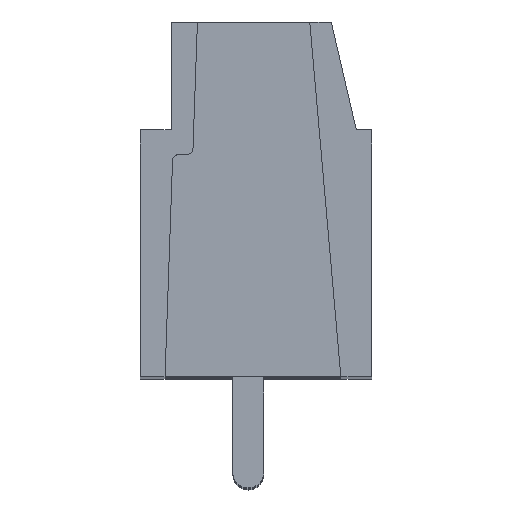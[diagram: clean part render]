
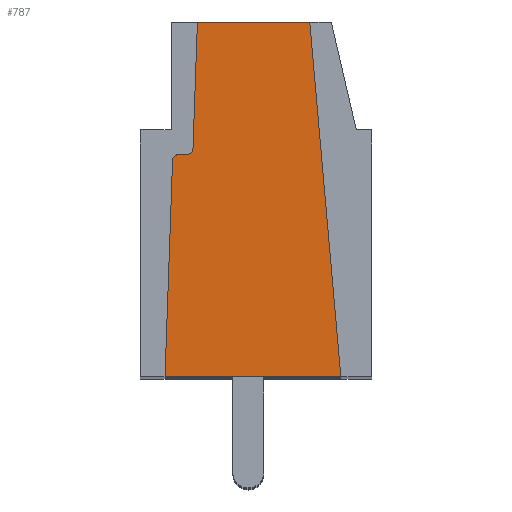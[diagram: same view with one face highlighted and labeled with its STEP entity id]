
A CAD part, top view. The second image highlights one B-rep face of the part: STEP entity #787.
In plain terms, the highlighted planar face has unit normal (0, 0, 1).
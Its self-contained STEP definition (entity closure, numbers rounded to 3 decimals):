
#787 = ADVANCED_FACE( '', ( #2027 ), #2028, .F. );
#2027 = FACE_OUTER_BOUND( '', #3791, .T. );
#2028 = PLANE( '', #3792 );
#3791 = EDGE_LOOP( '', ( #5986, #5987, #5988, #5989, #5990, #5991, #5992, #5993 ) );
#3792 = AXIS2_PLACEMENT_3D( '', #5994, #5995, #5996 );
#5986 = ORIENTED_EDGE( '', *, *, #11296, .T. );
#5987 = ORIENTED_EDGE( '', *, *, #11297, .T. );
#5988 = ORIENTED_EDGE( '', *, *, #11147, .T. );
#5989 = ORIENTED_EDGE( '', *, *, #11298, .F. );
#5990 = ORIENTED_EDGE( '', *, *, #11299, .F. );
#5991 = ORIENTED_EDGE( '', *, *, #11300, .T. );
#5992 = ORIENTED_EDGE( '', *, *, #11301, .T. );
#5993 = ORIENTED_EDGE( '', *, *, #11302, .F. );
#5994 = CARTESIAN_POINT( '', ( -0.959, 2.218, -0.75 ) );
#5995 = DIRECTION( '', ( 0., 0., -1. ) );
#5996 = DIRECTION( '', ( 0., -1., 0. ) );
#11147 = EDGE_CURVE( '', #13588, #13586, #13589, .T. );
#11296 = EDGE_CURVE( '', #13851, #13852, #13853, .T. );
#11297 = EDGE_CURVE( '', #13852, #13588, #13854, .T. );
#11298 = EDGE_CURVE( '', #13855, #13586, #13856, .T. );
#11299 = EDGE_CURVE( '', #13857, #13855, #13858, .T. );
#11300 = EDGE_CURVE( '', #13857, #13859, #13860, .T. );
#11301 = EDGE_CURVE( '', #13859, #13861, #13862, .T. );
#11302 = EDGE_CURVE( '', #13851, #13861, #13863, .T. );
#13586 = VERTEX_POINT( '', #17126 );
#13588 = VERTEX_POINT( '', #17129 );
#13589 = LINE( '', #17130, #17131 );
#13851 = VERTEX_POINT( '', #17478 );
#13852 = VERTEX_POINT( '', #17479 );
#13853 = LINE( '', #17480, #17481 );
#13854 = LINE( '', #17482, #17483 );
#13855 = VERTEX_POINT( '', #17484 );
#13856 = LINE( '', #17485, #17486 );
#13857 = VERTEX_POINT( '', #17487 );
#13858 = CIRCLE( '', #17488, 0.2 );
#13859 = VERTEX_POINT( '', #17489 );
#13860 = LINE( '', #17490, #17491 );
#13861 = VERTEX_POINT( '', #17492 );
#13862 = CIRCLE( '', #17493, 0.2 );
#13863 = LINE( '', #17494, #17495 );
#17126 = CARTESIAN_POINT( '', ( -5.65, 11.5, -0.75 ) );
#17129 = CARTESIAN_POINT( '', ( -2.006, 11.5, -0.75 ) );
#17130 = CARTESIAN_POINT( '', ( -4., 11.5, -0.75 ) );
#17131 = VECTOR( '', #21630, 1000. );
#17478 = CARTESIAN_POINT( '', ( -6.7, 0., -0.75 ) );
#17479 = CARTESIAN_POINT( '', ( -1., 0., -0.75 ) );
#17480 = CARTESIAN_POINT( '', ( -4., 0., -0.75 ) );
#17481 = VECTOR( '', #21827, 1000. );
#17482 = CARTESIAN_POINT( '', ( -1.194, 2.218, -0.75 ) );
#17483 = VECTOR( '', #21828, 1000. );
#17484 = CARTESIAN_POINT( '', ( -5.793, 7.393, -0.75 ) );
#17485 = CARTESIAN_POINT( '', ( -5.974, 2.218, -0.75 ) );
#17486 = VECTOR( '', #21829, 1000. );
#17487 = CARTESIAN_POINT( '', ( -5.993, 7.2, -0.75 ) );
#17488 = AXIS2_PLACEMENT_3D( '', #21830, #21831, #21832 );
#17489 = CARTESIAN_POINT( '', ( -6.255, 7.2, -0.75 ) );
#17490 = CARTESIAN_POINT( '', ( 0., 7.2, -0.75 ) );
#17491 = VECTOR( '', #21833, 1000. );
#17492 = CARTESIAN_POINT( '', ( -6.455, 7.007, -0.75 ) );
#17493 = AXIS2_PLACEMENT_3D( '', #21834, #21835, #21836 );
#17494 = CARTESIAN_POINT( '', ( -6.7, 0., -0.75 ) );
#17495 = VECTOR( '', #21837, 1000. );
#21630 = DIRECTION( '', ( -1., 0., 0. ) );
#21827 = DIRECTION( '', ( 1., 0., 0. ) );
#21828 = DIRECTION( '', ( -0.087, 0.996, 0. ) );
#21829 = DIRECTION( '', ( 0.035, 0.999, 0. ) );
#21830 = CARTESIAN_POINT( '', ( -5.993, 7.4, -0.75 ) );
#21831 = DIRECTION( '', ( 0., 0., 1. ) );
#21832 = DIRECTION( '', ( 1., 0., 0. ) );
#21833 = DIRECTION( '', ( -1., 0., 0. ) );
#21834 = CARTESIAN_POINT( '', ( -6.255, 7., -0.75 ) );
#21835 = DIRECTION( '', ( 0., 0., 1. ) );
#21836 = DIRECTION( '', ( 1., 0., 0. ) );
#21837 = DIRECTION( '', ( 0.035, 0.999, 0. ) );
